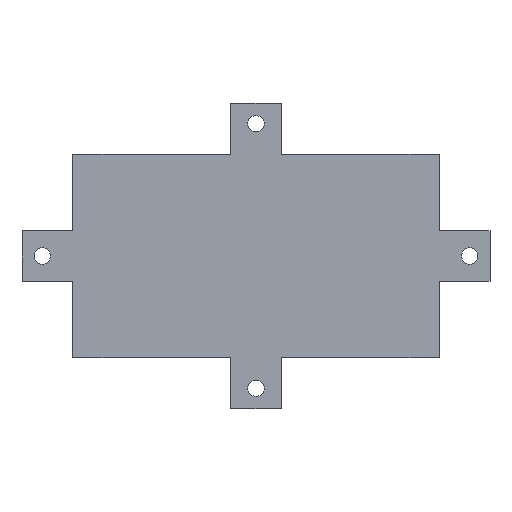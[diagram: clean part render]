
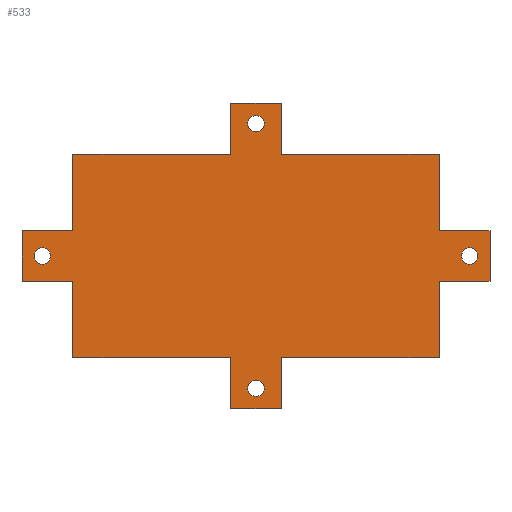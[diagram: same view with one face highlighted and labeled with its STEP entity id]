
A CAD part, top view. The second image highlights one B-rep face of the part: STEP entity #533.
In plain terms, the highlighted planar face has unit normal (0, 0, 1).
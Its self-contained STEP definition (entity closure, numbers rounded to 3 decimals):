
#15=FACE_BOUND('',#96,.T.);
#16=FACE_BOUND('',#97,.T.);
#17=FACE_BOUND('',#98,.T.);
#18=FACE_BOUND('',#99,.T.);
#43=PLANE('',#590);
#69=FACE_OUTER_BOUND('',#95,.T.);
#95=EDGE_LOOP('',(#457,#458,#459,#460,#461,#462,#463,#464,#465,#466,#467,
#468,#469,#470,#471,#472,#473,#474,#475,#476));
#96=EDGE_LOOP('',(#477));
#97=EDGE_LOOP('',(#478));
#98=EDGE_LOOP('',(#479));
#99=EDGE_LOOP('',(#480));
#108=LINE('',#740,#172);
#112=LINE('',#747,#176);
#115=LINE('',#753,#179);
#119=LINE('',#767,#183);
#123=LINE('',#774,#187);
#126=LINE('',#780,#190);
#130=LINE('',#794,#194);
#134=LINE('',#801,#198);
#137=LINE('',#807,#201);
#141=LINE('',#821,#205);
#145=LINE('',#828,#209);
#148=LINE('',#834,#212);
#151=LINE('',#840,#215);
#152=LINE('',#843,#216);
#157=LINE('',#852,#221);
#159=LINE('',#855,#223);
#160=LINE('',#857,#224);
#164=LINE('',#864,#228);
#165=LINE('',#866,#229);
#167=LINE('',#869,#231);
#172=VECTOR('',#605,10.);
#176=VECTOR('',#611,10.);
#179=VECTOR('',#616,10.);
#183=VECTOR('',#628,10.);
#187=VECTOR('',#634,10.);
#190=VECTOR('',#639,10.);
#194=VECTOR('',#651,10.);
#198=VECTOR('',#657,10.);
#201=VECTOR('',#662,10.);
#205=VECTOR('',#674,10.);
#209=VECTOR('',#680,10.);
#212=VECTOR('',#685,10.);
#215=VECTOR('',#690,10.);
#216=VECTOR('',#693,10.);
#221=VECTOR('',#700,10.);
#223=VECTOR('',#704,10.);
#224=VECTOR('',#707,10.);
#228=VECTOR('',#713,10.);
#229=VECTOR('',#716,10.);
#231=VECTOR('',#720,10.);
#233=CIRCLE('',#559,1.6);
#235=CIRCLE('',#565,1.6);
#237=CIRCLE('',#571,1.6);
#239=CIRCLE('',#577,1.6);
#241=VERTEX_POINT('',#728);
#245=VERTEX_POINT('',#737);
#246=VERTEX_POINT('',#739);
#248=VERTEX_POINT('',#745);
#250=VERTEX_POINT('',#751);
#251=VERTEX_POINT('',#755);
#255=VERTEX_POINT('',#764);
#256=VERTEX_POINT('',#766);
#258=VERTEX_POINT('',#772);
#260=VERTEX_POINT('',#778);
#261=VERTEX_POINT('',#782);
#265=VERTEX_POINT('',#791);
#266=VERTEX_POINT('',#793);
#268=VERTEX_POINT('',#799);
#270=VERTEX_POINT('',#805);
#271=VERTEX_POINT('',#809);
#275=VERTEX_POINT('',#818);
#276=VERTEX_POINT('',#820);
#278=VERTEX_POINT('',#826);
#280=VERTEX_POINT('',#832);
#282=VERTEX_POINT('',#838);
#283=VERTEX_POINT('',#842);
#286=VERTEX_POINT('',#850);
#288=VERTEX_POINT('',#862);
#289=EDGE_CURVE('',#241,#241,#233,.T.);
#294=EDGE_CURVE('',#246,#245,#108,.T.);
#298=EDGE_CURVE('',#245,#248,#112,.T.);
#301=EDGE_CURVE('',#248,#250,#115,.T.);
#302=EDGE_CURVE('',#251,#251,#235,.T.);
#307=EDGE_CURVE('',#256,#255,#119,.T.);
#311=EDGE_CURVE('',#255,#258,#123,.T.);
#314=EDGE_CURVE('',#258,#260,#126,.T.);
#315=EDGE_CURVE('',#261,#261,#237,.T.);
#320=EDGE_CURVE('',#266,#265,#130,.T.);
#324=EDGE_CURVE('',#265,#268,#134,.T.);
#327=EDGE_CURVE('',#268,#270,#137,.T.);
#328=EDGE_CURVE('',#271,#271,#239,.T.);
#333=EDGE_CURVE('',#276,#275,#141,.T.);
#337=EDGE_CURVE('',#275,#278,#145,.T.);
#340=EDGE_CURVE('',#278,#280,#148,.T.);
#343=EDGE_CURVE('',#282,#250,#151,.T.);
#344=EDGE_CURVE('',#246,#283,#152,.T.);
#349=EDGE_CURVE('',#286,#260,#157,.T.);
#351=EDGE_CURVE('',#283,#270,#159,.T.);
#352=EDGE_CURVE('',#266,#286,#160,.T.);
#356=EDGE_CURVE('',#288,#280,#164,.T.);
#357=EDGE_CURVE('',#276,#282,#165,.T.);
#359=EDGE_CURVE('',#256,#288,#167,.T.);
#457=ORIENTED_EDGE('',*,*,#343,.F.);
#458=ORIENTED_EDGE('',*,*,#357,.F.);
#459=ORIENTED_EDGE('',*,*,#333,.T.);
#460=ORIENTED_EDGE('',*,*,#337,.T.);
#461=ORIENTED_EDGE('',*,*,#340,.T.);
#462=ORIENTED_EDGE('',*,*,#356,.F.);
#463=ORIENTED_EDGE('',*,*,#359,.F.);
#464=ORIENTED_EDGE('',*,*,#307,.T.);
#465=ORIENTED_EDGE('',*,*,#311,.T.);
#466=ORIENTED_EDGE('',*,*,#314,.T.);
#467=ORIENTED_EDGE('',*,*,#349,.F.);
#468=ORIENTED_EDGE('',*,*,#352,.F.);
#469=ORIENTED_EDGE('',*,*,#320,.T.);
#470=ORIENTED_EDGE('',*,*,#324,.T.);
#471=ORIENTED_EDGE('',*,*,#327,.T.);
#472=ORIENTED_EDGE('',*,*,#351,.F.);
#473=ORIENTED_EDGE('',*,*,#344,.F.);
#474=ORIENTED_EDGE('',*,*,#294,.T.);
#475=ORIENTED_EDGE('',*,*,#298,.T.);
#476=ORIENTED_EDGE('',*,*,#301,.T.);
#477=ORIENTED_EDGE('',*,*,#289,.T.);
#478=ORIENTED_EDGE('',*,*,#302,.T.);
#479=ORIENTED_EDGE('',*,*,#315,.T.);
#480=ORIENTED_EDGE('',*,*,#328,.T.);
#533=ADVANCED_FACE('',(#69,#15,#16,#17,#18),#43,.T.);
#559=AXIS2_PLACEMENT_3D('',#729,#596,#597);
#565=AXIS2_PLACEMENT_3D('',#756,#619,#620);
#571=AXIS2_PLACEMENT_3D('',#783,#642,#643);
#577=AXIS2_PLACEMENT_3D('',#810,#665,#666);
#590=AXIS2_PLACEMENT_3D('',#871,#722,#723);
#596=DIRECTION('center_axis',(0.,0.,
-1.));
#597=DIRECTION('ref_axis',(-1.,0.,0.));
#605=DIRECTION('',(1.,0.,0.));
#611=DIRECTION('',(0.,1.,0.));
#616=DIRECTION('',(-1.,0.,0.));
#619=DIRECTION('center_axis',(0.,0.,
-1.));
#620=DIRECTION('ref_axis',(-1.,0.,0.));
#628=DIRECTION('',(-1.,0.,0.));
#634=DIRECTION('',(0.,-1.,0.));
#639=DIRECTION('',(1.,0.,0.));
#642=DIRECTION('center_axis',(0.,0.,
-1.));
#643=DIRECTION('ref_axis',(-1.,0.,0.));
#651=DIRECTION('',(0.,-1.,0.));
#657=DIRECTION('',(1.,0.,0.));
#662=DIRECTION('',(0.,1.,0.));
#665=DIRECTION('center_axis',(0.,0.,
-1.));
#666=DIRECTION('ref_axis',(-1.,0.,0.));
#674=DIRECTION('',(0.,1.,0.));
#680=DIRECTION('',(-1.,0.,0.));
#685=DIRECTION('',(0.,-1.,0.));
#690=DIRECTION('',(0.,-1.,0.));
#693=DIRECTION('',(0.,-1.,0.));
#700=DIRECTION('',(0.,1.,0.));
#704=DIRECTION('',(-1.,0.,0.));
#707=DIRECTION('',(-1.,0.,0.));
#713=DIRECTION('',(1.,0.,0.));
#716=DIRECTION('',(1.,0.,0.));
#720=DIRECTION('',(0.,1.,0.));
#722=DIRECTION('center_axis',(0.,0.,1.));
#723=DIRECTION('ref_axis',(1.,0.,0.));
#728=CARTESIAN_POINT('',(43.6,0.,1.));
#729=CARTESIAN_POINT('Origin',(42.,0.,1.));
#737=CARTESIAN_POINT('',(46.,-5.,1.));
#739=CARTESIAN_POINT('',(36.,-5.,1.));
#740=CARTESIAN_POINT('',(36.,-5.,1.));
#745=CARTESIAN_POINT('',(46.,5.,1.));
#747=CARTESIAN_POINT('',(46.,-5.,1.));
#751=CARTESIAN_POINT('',(36.,5.,1.));
#753=CARTESIAN_POINT('',(46.,5.,1.));
#755=CARTESIAN_POINT('',(-40.4,0.,1.));
#756=CARTESIAN_POINT('Origin',(-42.,0.,1.));
#764=CARTESIAN_POINT('',(-46.,5.,1.));
#766=CARTESIAN_POINT('',(-36.,5.,1.));
#767=CARTESIAN_POINT('',(-36.,5.,1.));
#772=CARTESIAN_POINT('',(-46.,-5.,1.));
#774=CARTESIAN_POINT('',(-46.,5.,1.));
#778=CARTESIAN_POINT('',(-36.,-5.,1.));
#780=CARTESIAN_POINT('',(-46.,-5.,1.));
#782=CARTESIAN_POINT('',(1.6,-26.,1.));
#783=CARTESIAN_POINT('Origin',(0.,-26.,1.));
#791=CARTESIAN_POINT('',(-5.,-30.,1.));
#793=CARTESIAN_POINT('',(-5.,-20.,1.));
#794=CARTESIAN_POINT('',(-5.,-20.,1.));
#799=CARTESIAN_POINT('',(5.,-30.,1.));
#801=CARTESIAN_POINT('',(-5.,-30.,1.));
#805=CARTESIAN_POINT('',(5.,-20.,1.));
#807=CARTESIAN_POINT('',(5.,-30.,1.));
#809=CARTESIAN_POINT('',(1.6,26.,1.));
#810=CARTESIAN_POINT('Origin',(0.,26.,1.));
#818=CARTESIAN_POINT('',(5.,30.,1.));
#820=CARTESIAN_POINT('',(5.,20.,1.));
#821=CARTESIAN_POINT('',(5.,20.,1.));
#826=CARTESIAN_POINT('',(-5.,30.,1.));
#828=CARTESIAN_POINT('',(5.,30.,1.));
#832=CARTESIAN_POINT('',(-5.,20.,1.));
#834=CARTESIAN_POINT('',(-5.,30.,1.));
#838=CARTESIAN_POINT('',(36.,20.,1.));
#840=CARTESIAN_POINT('',(36.,20.,1.));
#842=CARTESIAN_POINT('',(36.,-20.,1.));
#843=CARTESIAN_POINT('',(36.,20.,1.));
#850=CARTESIAN_POINT('',(-36.,-20.,1.));
#852=CARTESIAN_POINT('',(-36.,-20.,1.));
#855=CARTESIAN_POINT('',(36.,-20.,1.));
#857=CARTESIAN_POINT('',(36.,-20.,1.));
#862=CARTESIAN_POINT('',(-36.,20.,1.));
#864=CARTESIAN_POINT('',(-36.,20.,1.));
#866=CARTESIAN_POINT('',(-36.,20.,1.));
#869=CARTESIAN_POINT('',(-36.,-20.,1.));
#871=CARTESIAN_POINT('Origin',(0.,0.,
1.));
